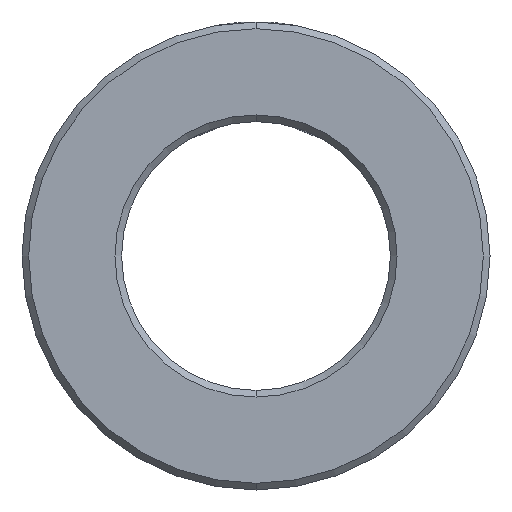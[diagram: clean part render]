
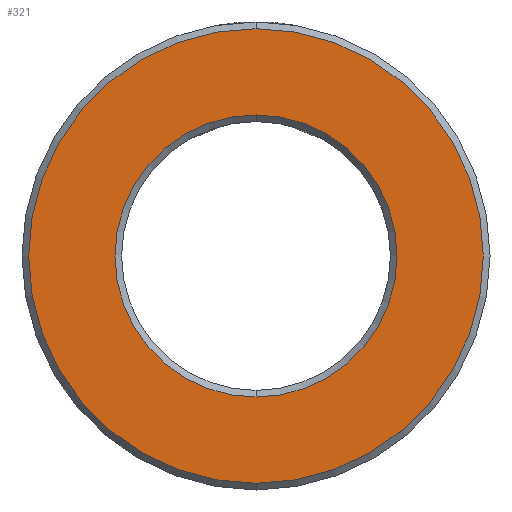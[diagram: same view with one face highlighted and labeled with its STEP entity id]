
A CAD part, front view. The second image highlights one B-rep face of the part: STEP entity #321.
In plain terms, the highlighted planar face has unit normal (0, -1, 0).
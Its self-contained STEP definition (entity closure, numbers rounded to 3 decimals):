
#15 = EDGE_CURVE ( 'NONE', #451, #366, #628, .T. ) ;
#45 = DIRECTION ( 'NONE',  ( 0., 1., 0. ) ) ;
#81 = ORIENTED_EDGE ( 'NONE', *, *, #15, .T. ) ;
#101 = DIRECTION ( 'NONE',  ( 0., 1., 0. ) ) ;
#114 = AXIS2_PLACEMENT_3D ( 'NONE', #284, #499, #306 ) ;
#125 = AXIS2_PLACEMENT_3D ( 'NONE', #515, #45, #199 ) ;
#139 = DIRECTION ( 'NONE',  ( 0., 0., 1. ) ) ;
#147 = AXIS2_PLACEMENT_3D ( 'NONE', #658, #498, #546 ) ;
#151 = CARTESIAN_POINT ( 'NONE',  ( 0., 0., 10.55 ) ) ;
#180 = EDGE_LOOP ( 'NONE', ( #339, #81 ) ) ;
#199 = DIRECTION ( 'NONE',  ( 0., 0., 1. ) ) ;
#206 = DIRECTION ( 'NONE',  ( 0., 0., 1. ) ) ;
#207 = ORIENTED_EDGE ( 'NONE', *, *, #513, .T. ) ;
#208 = EDGE_CURVE ( 'NONE', #366, #451, #630, .T. ) ;
#239 = CARTESIAN_POINT ( 'NONE',  ( 0., 0., 0. ) ) ;
#284 = CARTESIAN_POINT ( 'NONE',  ( 0., 0., 0. ) ) ;
#306 = DIRECTION ( 'NONE',  ( 0., 0., 1. ) ) ;
#321 = ADVANCED_FACE ( 'NONE', ( #356, #468 ), #618, .F. ) ;
#339 = ORIENTED_EDGE ( 'NONE', *, *, #208, .T. ) ;
#344 = VERTEX_POINT ( 'NONE', #463 ) ;
#355 = CIRCLE ( 'NONE', #642, 17. ) ;
#356 = FACE_BOUND ( 'NONE', #180, .T. ) ;
#365 = CIRCLE ( 'NONE', #147, 17. ) ;
#366 = VERTEX_POINT ( 'NONE', #370 ) ;
#370 = CARTESIAN_POINT ( 'NONE',  ( 0., 0., -10.55 ) ) ;
#412 = EDGE_LOOP ( 'NONE', ( #207, #519 ) ) ;
#451 = VERTEX_POINT ( 'NONE', #151 ) ;
#463 = CARTESIAN_POINT ( 'NONE',  ( 0., 0., -17. ) ) ;
#468 = FACE_OUTER_BOUND ( 'NONE', #412, .T. ) ;
#471 = CARTESIAN_POINT ( 'NONE',  ( 0., 0., 0. ) ) ;
#498 = DIRECTION ( 'NONE',  ( 0., -1., 0. ) ) ;
#499 = DIRECTION ( 'NONE',  ( 0., 1., 0. ) ) ;
#513 = EDGE_CURVE ( 'NONE', #622, #344, #365, .T. ) ;
#515 = CARTESIAN_POINT ( 'NONE',  ( 0., 0., 0. ) ) ;
#519 = ORIENTED_EDGE ( 'NONE', *, *, #547, .T. ) ;
#524 = AXIS2_PLACEMENT_3D ( 'NONE', #471, #101, #206 ) ;
#536 = CARTESIAN_POINT ( 'NONE',  ( 0., 0., 17. ) ) ;
#546 = DIRECTION ( 'NONE',  ( 0., 0., 1. ) ) ;
#547 = EDGE_CURVE ( 'NONE', #344, #622, #355, .T. ) ;
#601 = DIRECTION ( 'NONE',  ( 0., -1., 0. ) ) ;
#618 = PLANE ( 'NONE',  #524 ) ;
#622 = VERTEX_POINT ( 'NONE', #536 ) ;
#628 = CIRCLE ( 'NONE', #125, 10.55 ) ;
#630 = CIRCLE ( 'NONE', #114, 10.55 ) ;
#642 = AXIS2_PLACEMENT_3D ( 'NONE', #239, #601, #139 ) ;
#658 = CARTESIAN_POINT ( 'NONE',  ( 0., 0., 0. ) ) ;
